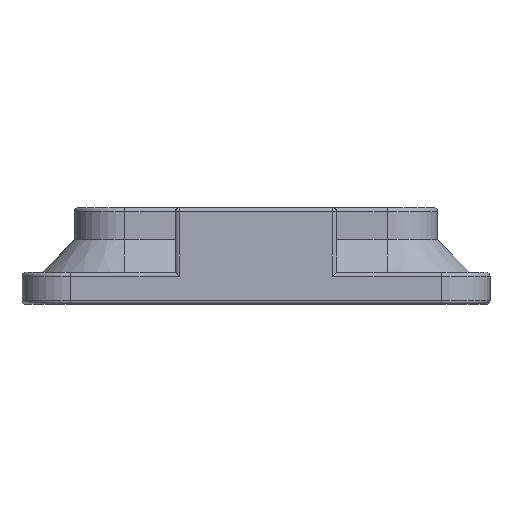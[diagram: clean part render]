
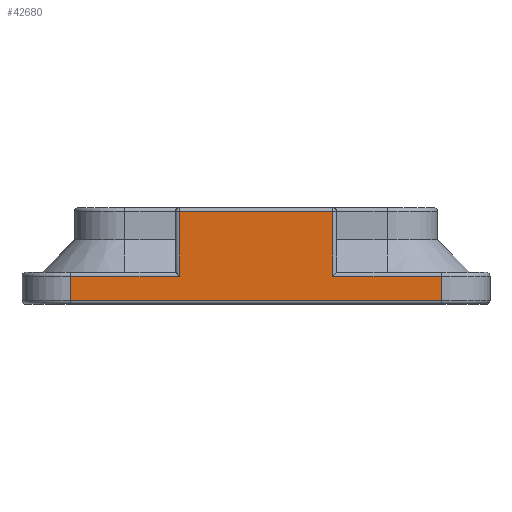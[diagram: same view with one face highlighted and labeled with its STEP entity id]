
A CAD part, left-side view. The second image highlights one B-rep face of the part: STEP entity #42680.
In plain terms, the highlighted planar face has unit normal (-1, 0, 0).
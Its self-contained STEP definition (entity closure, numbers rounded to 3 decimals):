
#3420=CARTESIAN_POINT('',(-54.5,-23.,0.5));
#3430=DIRECTION('',(0.,1.,0.));
#3440=VECTOR('',#3430,46.);
#3450=LINE('',#3420,#3440);
#3460=CARTESIAN_POINT('',(-54.5,-23.,0.5));
#3470=VERTEX_POINT('',#3460);
#3480=CARTESIAN_POINT('',(-54.5,23.,0.5));
#3490=VERTEX_POINT('',#3480);
#3500=EDGE_CURVE('',#3470,#3490,#3450,.T.);
#8340=CARTESIAN_POINT('',(-54.5,23.,3.5));
#8350=DIRECTION('',(0.,-1.,0.));
#8360=VECTOR('',#8350,13.5);
#8370=LINE('',#8340,#8360);
#8380=CARTESIAN_POINT('',(-54.5,23.,3.5));
#8390=VERTEX_POINT('',#8380);
#8400=CARTESIAN_POINT('',(-54.5,9.5,3.5));
#8410=VERTEX_POINT('',#8400);
#8420=EDGE_CURVE('',#8390,#8410,#8370,.T.);
#9760=CARTESIAN_POINT('',(-54.5,9.5,3.5));
#9770=DIRECTION('',(0.,0.,1.));
#9780=VECTOR('',#9770,8.);
#9790=LINE('',#9760,#9780);
#9800=CARTESIAN_POINT('',(-54.5,9.5,11.5));
#9810=VERTEX_POINT('',#9800);
#9820=EDGE_CURVE('',#8410,#9810,#9790,.T.);
#10480=CARTESIAN_POINT('',(-54.5,9.5,11.5));
#10490=DIRECTION('',(0.,-1.,0.));
#10500=VECTOR('',#10490,19.);
#10510=LINE('',#10480,#10500);
#10520=CARTESIAN_POINT('',(-54.5,-9.5,11.5));
#10530=VERTEX_POINT('',#10520);
#10540=EDGE_CURVE('',#9810,#10530,#10510,.T.);
#11260=CARTESIAN_POINT('',(-54.5,-9.5,3.5));
#11270=DIRECTION('',(0.,-1.,0.));
#11280=VECTOR('',#11270,13.5);
#11290=LINE('',#11260,#11280);
#11300=CARTESIAN_POINT('',(-54.5,-9.5,3.5));
#11310=VERTEX_POINT('',#11300);
#11320=CARTESIAN_POINT('',(-54.5,-23.,3.5));
#11330=VERTEX_POINT('',#11320);
#11340=EDGE_CURVE('',#11310,#11330,#11290,.T.);
#12100=CARTESIAN_POINT('',(-54.5,-9.5,11.5));
#12110=DIRECTION('',(0.,0.,-1.));
#12120=VECTOR('',#12110,8.);
#12130=LINE('',#12100,#12120);
#12140=EDGE_CURVE('',#10530,#11310,#12130,.T.);
#40390=CARTESIAN_POINT('',(-54.5,23.,0.5));
#40400=DIRECTION('',(0.,0.,1.));
#40410=VECTOR('',#40400,3.);
#40420=LINE('',#40390,#40410);
#40430=EDGE_CURVE('',#3490,#8390,#40420,.T.);
#42480=CARTESIAN_POINT('',(-54.5,-23.,0.));
#42490=DIRECTION('',(-1.,0.,0.));
#42500=DIRECTION('',(0.,0.,1.));
#42510=AXIS2_PLACEMENT_3D('',#42480,#42490,#42500);
#42520=PLANE('',#42510);
#42530=ORIENTED_EDGE('',*,*,#9820,.F.);
#42540=ORIENTED_EDGE('',*,*,#10540,.F.);
#42550=ORIENTED_EDGE('',*,*,#12140,.F.);
#42560=ORIENTED_EDGE('',*,*,#11340,.F.);
#42570=CARTESIAN_POINT('',(-54.5,-23.,0.5));
#42580=DIRECTION('',(0.,0.,1.));
#42590=VECTOR('',#42580,3.);
#42600=LINE('',#42570,#42590);
#42610=EDGE_CURVE('',#3470,#11330,#42600,.T.);
#42620=ORIENTED_EDGE('',*,*,#42610,.T.);
#42630=ORIENTED_EDGE('',*,*,#3500,.F.);
#42640=ORIENTED_EDGE('',*,*,#40430,.F.);
#42650=ORIENTED_EDGE('',*,*,#8420,.F.);
#42660=EDGE_LOOP('',(#42650,#42640,#42630,#42620,#42560,#42550,#42540,
#42530));
#42670=FACE_OUTER_BOUND('',#42660,.T.);
#42680=ADVANCED_FACE('',(#42670),#42520,.T.);
